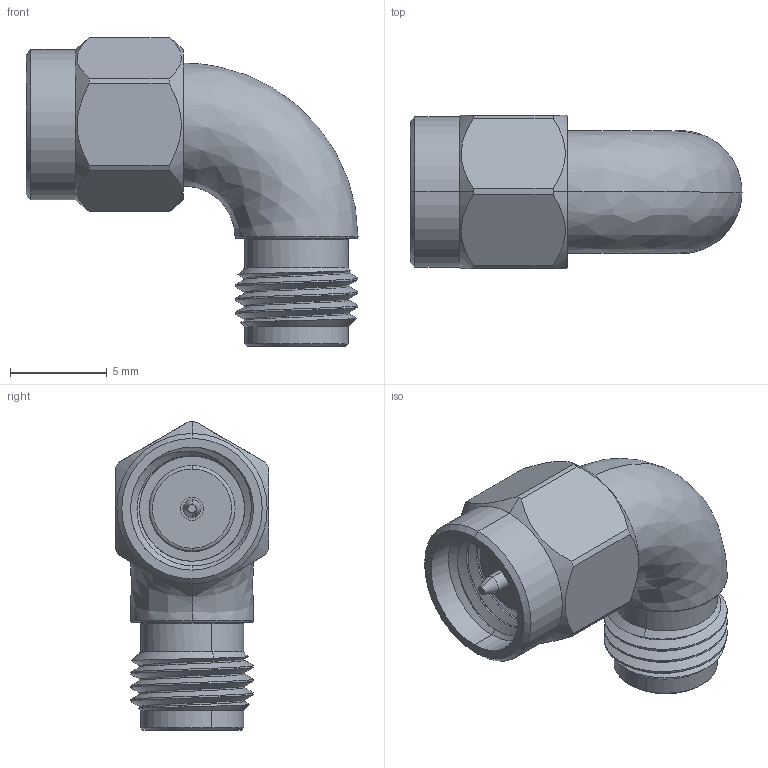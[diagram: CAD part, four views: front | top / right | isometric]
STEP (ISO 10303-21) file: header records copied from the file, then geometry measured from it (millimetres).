
FILE_DESCRIPTION (( 'STEP AP203' ), '1' );
FILE_NAME ('SM5292.step', '2019-08-21T20:42:51', ( '' ), ( '' ), 'SwSTEP 2.0', 'SolidWorks 2018', '' );
FILE_SCHEMA (( 'CONFIG_CONTROL_DESIGN' ));
Length unit declared in the file: inch
Products named in the file (1): SM5292
Bounding box: 17.14 x 7.94 x 15.95 mm (x, y, z)
Volume: 708.9 mm3; surface area: 935.5 mm2
Topology: 2 solids, 2 shells, 109 faces, 262 edges, 166 vertices
Faces by surface type: cylinder 51, cone 25, plane 19, bspline 10, torus 4
Entity records: 6109 total; most frequent: CARTESIAN_POINT 3652, ORIENTED_EDGE 524, DIRECTION 472, EDGE_CURVE 262, AXIS2_PLACEMENT_3D 196, VERTEX_POINT 166, EDGE_LOOP 120, FACE_OUTER_BOUND 109
